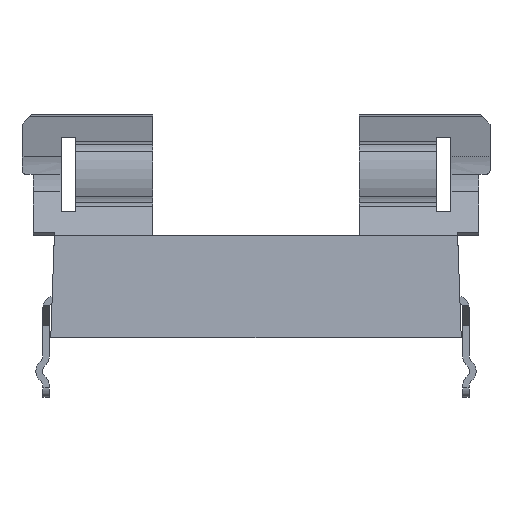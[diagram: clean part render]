
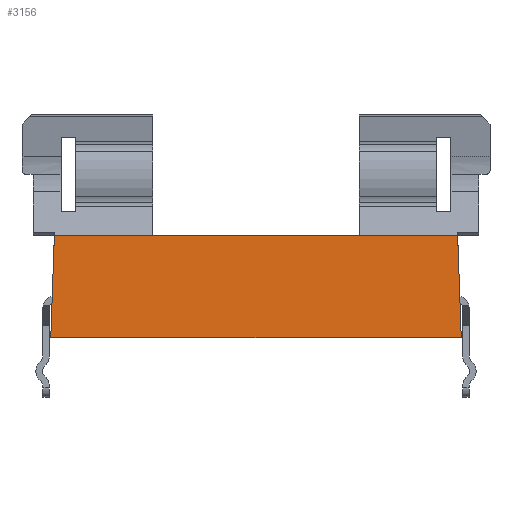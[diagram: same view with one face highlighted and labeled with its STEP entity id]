
A CAD part, front view. The second image highlights one B-rep face of the part: STEP entity #3156.
In plain terms, the highlighted planar face has unit normal (0, -0.999, 0.035).
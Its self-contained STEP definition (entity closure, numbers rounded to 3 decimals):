
#2931 = VERTEX_POINT('',#2932);
#2932 = CARTESIAN_POINT('',(0.25,-4.5,-0.01));
#2938 = EDGE_CURVE('',#2939,#2931,#2941,.T.);
#2939 = VERTEX_POINT('',#2940);
#2940 = CARTESIAN_POINT('',(0.442,-4.308,5.49));
#2941 = LINE('',#2942,#2943);
#2942 = CARTESIAN_POINT('',(0.277,-4.473,
    0.76));
#2943 = VECTOR('',#2944,1.);
#2944 = DIRECTION('',(-0.035,-0.035,
    -0.999));
#2977 = VERTEX_POINT('',#2978);
#2978 = CARTESIAN_POINT('',(22.158,-4.308,5.49));
#3048 = EDGE_CURVE('',#2939,#2977,#3049,.T.);
#3049 = LINE('',#3050,#3051);
#3050 = CARTESIAN_POINT('',(11.3,-4.308,5.49));
#3051 = VECTOR('',#3052,1.);
#3052 = DIRECTION('',(1.,0.,0.));
#3156 = ADVANCED_FACE('',(#3157),#3175,.T.);
#3157 = FACE_BOUND('',#3158,.T.);
#3158 = EDGE_LOOP('',(#3159,#3167,#3173,#3174));
#3159 = ORIENTED_EDGE('',*,*,#3160,.T.);
#3160 = EDGE_CURVE('',#2931,#3161,#3163,.T.);
#3161 = VERTEX_POINT('',#3162);
#3162 = CARTESIAN_POINT('',(22.35,-4.5,-0.01));
#3163 = LINE('',#3164,#3165);
#3164 = CARTESIAN_POINT('',(22.35,-4.5,-0.01));
#3165 = VECTOR('',#3166,1.);
#3166 = DIRECTION('',(1.,0.,0.));
#3167 = ORIENTED_EDGE('',*,*,#3168,.F.);
#3168 = EDGE_CURVE('',#2977,#3161,#3169,.T.);
#3169 = LINE('',#3170,#3171);
#3170 = CARTESIAN_POINT('',(22.339,-4.489,
    0.304));
#3171 = VECTOR('',#3172,1.);
#3172 = DIRECTION('',(0.035,-0.035,
    -0.999));
#3173 = ORIENTED_EDGE('',*,*,#3048,.F.);
#3174 = ORIENTED_EDGE('',*,*,#2938,.T.);
#3175 = PLANE('',#3176);
#3176 = AXIS2_PLACEMENT_3D('',#3177,#3178,#3179);
#3177 = CARTESIAN_POINT('',(22.35,-4.5,-0.01));
#3178 = DIRECTION('',(0.,-0.999,
    0.035));
#3179 = DIRECTION('',(0.,-0.035,-0.999));
